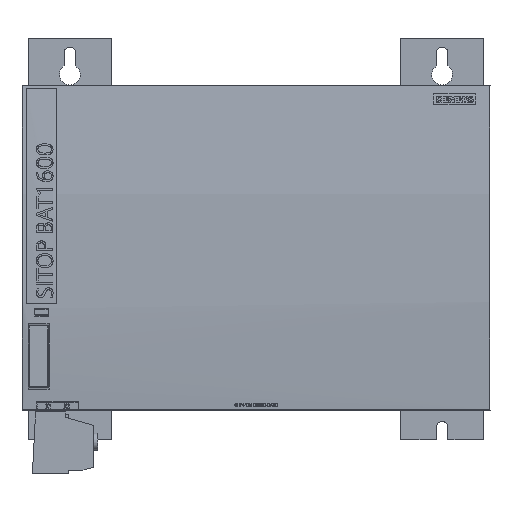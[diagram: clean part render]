
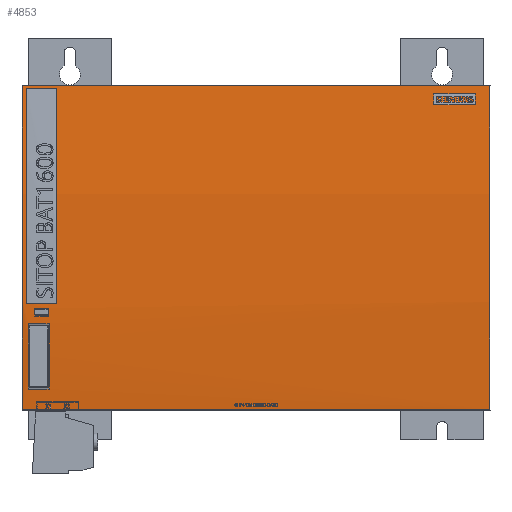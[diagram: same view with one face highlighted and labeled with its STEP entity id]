
A CAD part, top view. The second image highlights one B-rep face of the part: STEP entity #4853.
In plain terms, the highlighted cylindrical face has radius 800 mm (diameter 1600 mm), a partial arc.
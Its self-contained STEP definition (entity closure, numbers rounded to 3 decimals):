
#44=ELLIPSE('',#18820,800.488,800.);
#45=ELLIPSE('',#18822,800.488,800.);
#46=ELLIPSE('',#18825,800.03,800.);
#47=ELLIPSE('',#18827,800.03,800.);
#48=ELLIPSE('',#18831,800.03,800.);
#49=ELLIPSE('',#18832,800.03,800.);
#3706=CYLINDRICAL_SURFACE('',#18833,800.);
#4853=ADVANCED_FACE('NONE',(#8743,#8744,#8745),#3706,.T.);
#6582=LINE('',#24879,#7864);
#6591=LINE('',#24906,#7873);
#6592=LINE('',#24910,#7874);
#6593=LINE('',#24914,#7875);
#6594=LINE('',#24915,#7876);
#6595=LINE('',#24916,#7877);
#7864=VECTOR('',#21032,1.);
#7873=VECTOR('',#21065,1.);
#7874=VECTOR('',#21068,1.);
#7875=VECTOR('',#21071,1.);
#7876=VECTOR('',#21072,1.);
#7877=VECTOR('',#21073,1.);
#8743=FACE_BOUND('',#9207,.T.);
#8744=FACE_BOUND('',#9208,.T.);
#8745=FACE_BOUND('',#9209,.T.);
#9207=EDGE_LOOP('',(#11386,#11387,#11388,#11389));
#9208=EDGE_LOOP('',(#11390,#11391,#11392,#11393));
#9209=EDGE_LOOP('',(#11394,#11395,#11396,#11397));
#11386=ORIENTED_EDGE('',*,*,#16252,.F.);
#11387=ORIENTED_EDGE('',*,*,#16249,.F.);
#11388=ORIENTED_EDGE('',*,*,#16250,.F.);
#11389=ORIENTED_EDGE('',*,*,#16262,.T.);
#11390=ORIENTED_EDGE('',*,*,#16263,.F.);
#11391=ORIENTED_EDGE('',*,*,#16264,.F.);
#11392=ORIENTED_EDGE('',*,*,#16265,.F.);
#11393=ORIENTED_EDGE('',*,*,#16266,.F.);
#11394=ORIENTED_EDGE('',*,*,#16258,.F.);
#11395=ORIENTED_EDGE('',*,*,#16267,.F.);
#11396=ORIENTED_EDGE('',*,*,#16260,.F.);
#11397=ORIENTED_EDGE('',*,*,#16268,.F.);
#14565=VERTEX_POINT('',#24876);
#14566=VERTEX_POINT('',#24878);
#14567=VERTEX_POINT('',#24882);
#14568=VERTEX_POINT('',#24886);
#14569=VERTEX_POINT('',#24893);
#14570=VERTEX_POINT('',#24895);
#14571=VERTEX_POINT('',#24899);
#14572=VERTEX_POINT('',#24901);
#14573=VERTEX_POINT('',#24908);
#14574=VERTEX_POINT('',#24909);
#14575=VERTEX_POINT('',#24911);
#14576=VERTEX_POINT('',#24913);
#16249=EDGE_CURVE('',#14566,#14565,#6582,.T.);
#16250=EDGE_CURVE('',#14567,#14566,#44,.T.);
#16252=EDGE_CURVE('',#14565,#14568,#45,.T.);
#16258=EDGE_CURVE('',#14570,#14569,#46,.T.);
#16260=EDGE_CURVE('',#14571,#14572,#47,.T.);
#16262=EDGE_CURVE('',#14567,#14568,#6591,.T.);
#16263=EDGE_CURVE('',#14573,#14574,#48,.T.);
#16264=EDGE_CURVE('',#14575,#14573,#6592,.T.);
#16265=EDGE_CURVE('',#14576,#14575,#49,.T.);
#16266=EDGE_CURVE('',#14574,#14576,#6593,.T.);
#16267=EDGE_CURVE('',#14572,#14570,#6594,.T.);
#16268=EDGE_CURVE('',#14569,#14571,#6595,.T.);
#18820=AXIS2_PLACEMENT_3D('',#24881,#21035,#21036);
#18822=AXIS2_PLACEMENT_3D('',#24885,#21040,#21041);
#18825=AXIS2_PLACEMENT_3D('',#24896,#21051,#21052);
#18827=AXIS2_PLACEMENT_3D('',#24900,#21056,#21057);
#18831=AXIS2_PLACEMENT_3D('',#24907,#21066,#21067);
#18832=AXIS2_PLACEMENT_3D('',#24912,#21069,#21070);
#18833=AXIS2_PLACEMENT_3D('',#24917,#21074,#21075);
#21032=DIRECTION('',(1.,0.,0.));
#21035=DIRECTION('',(-0.999,0.,0.035));
#21036=DIRECTION('',(0.035,0.,0.999));
#21040=DIRECTION('',(0.999,0.,0.035));
#21041=DIRECTION('',(0.035,0.,-0.999));
#21051=DIRECTION('',(-1.,0.,0.009));
#21052=DIRECTION('',(0.009,0.,1.));
#21056=DIRECTION('',(1.,0.,0.009));
#21057=DIRECTION('',(0.009,0.,-1.));
#21065=DIRECTION('',(1.,0.,0.));
#21066=DIRECTION('',(-1.,0.,-0.009));
#21067=DIRECTION('',(0.009,0.,-1.));
#21068=DIRECTION('',(1.,0.,0.));
#21069=DIRECTION('',(1.,0.,-0.009));
#21070=DIRECTION('',(0.009,0.,1.));
#21071=DIRECTION('',(-1.,0.,0.));
#21072=DIRECTION('',(1.,0.,0.));
#21073=DIRECTION('',(-1.,0.,0.));
#21074=DIRECTION('',(1.,0.,0.));
#21075=DIRECTION('',(0.,0.,-1.));
#24876=CARTESIAN_POINT('',(224.789,186.529,123.65));
#24878=CARTESIAN_POINT('',(0.211,186.529,123.65));
#24879=CARTESIAN_POINT('',(3.,186.529,123.65));
#24881=CARTESIAN_POINT('',(-27.593,108.64,-672.55));
#24882=CARTESIAN_POINT('',(0.211,30.751,123.65));
#24885=CARTESIAN_POINT('',(252.593,108.64,-672.55));
#24886=CARTESIAN_POINT('',(224.789,30.751,123.65));
#24893=CARTESIAN_POINT('',(13.014,72.147,126.618));
#24895=CARTESIAN_POINT('',(12.996,40.641,124.555));
#24896=CARTESIAN_POINT('',(6.039,108.64,-672.55));
#24899=CARTESIAN_POINT('',(2.986,72.147,126.618));
#24900=CARTESIAN_POINT('',(9.961,108.64,-672.55));
#24901=CARTESIAN_POINT('',(3.004,40.641,124.555));
#24906=CARTESIAN_POINT('',(3.,30.751,123.65));
#24907=CARTESIAN_POINT('',(19.731,108.64,-672.55));
#24908=CARTESIAN_POINT('',(12.755,75.725,126.773));
#24909=CARTESIAN_POINT('',(12.754,79.424,126.917));
#24910=CARTESIAN_POINT('',(9.42,75.725,126.773));
#24911=CARTESIAN_POINT('',(6.085,75.725,126.773));
#24912=CARTESIAN_POINT('',(-0.891,108.64,-672.55));
#24913=CARTESIAN_POINT('',(6.086,79.424,126.917));
#24914=CARTESIAN_POINT('',(12.754,79.424,126.917));
#24915=CARTESIAN_POINT('',(8.,40.641,124.555));
#24916=CARTESIAN_POINT('',(8.,72.147,126.618));
#24917=CARTESIAN_POINT('',(0.,108.64,-672.55));
